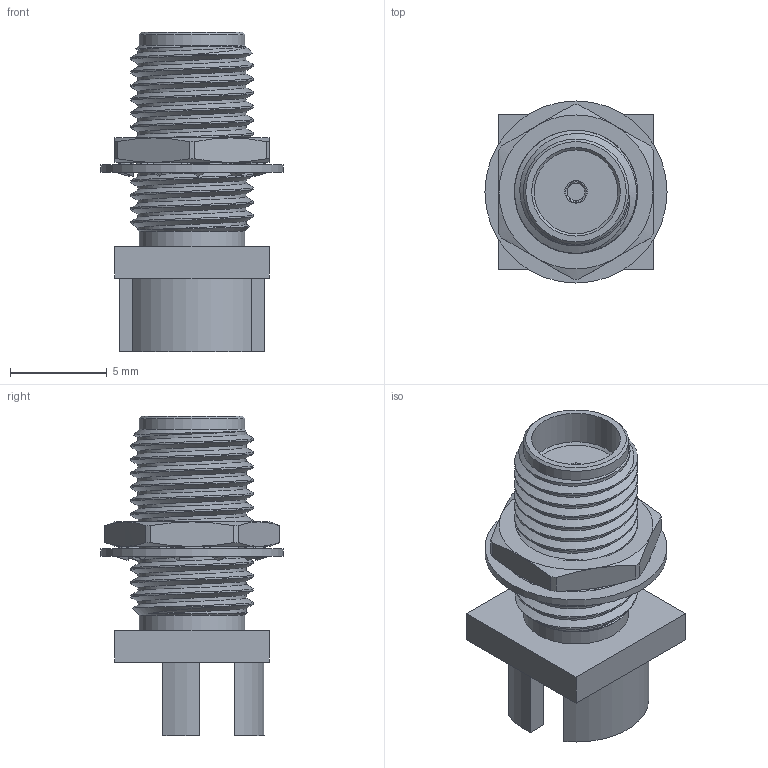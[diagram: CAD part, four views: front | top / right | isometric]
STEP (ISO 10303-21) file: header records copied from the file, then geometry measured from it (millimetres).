
FILE_DESCRIPTION (( 'STEP AP203' ), '1' );
FILE_NAME ('SC3060_3D.step', '2022-04-07T21:30:19', ( '' ), ( '' ), 'SwSTEP 2.0', 'SolidWorks 2021', '' );
FILE_SCHEMA (( 'CONFIG_CONTROL_DESIGN' ));
Length unit declared in the file: inch
Products named in the file (1): SC3060_3D
Bounding box: 9.4 x 9.4 x 16.51 mm (x, y, z)
Volume: 458.3 mm3; surface area: 828.3 mm2
Topology: 3 solids, 3 shells, 149 faces, 427 edges, 293 vertices
Faces by surface type: plane 52, bspline 46, cylinder 30, cone 21
Full cylindrical faces by diameter (mm): 0.305 x1, 0.457 x1, 0.914 x1, 1.168 x1, 1.829 x1, 4.572 x1, 5.436 x2, 9.398 x1
Entity records: 8546 total; most frequent: CARTESIAN_POINT 4980, ORIENTED_EDGE 812, DIRECTION 574, EDGE_CURVE 406, VERTEX_POINT 286, AXIS2_PLACEMENT_3D 209, EDGE_LOOP 174, FACE_OUTER_BOUND 157
